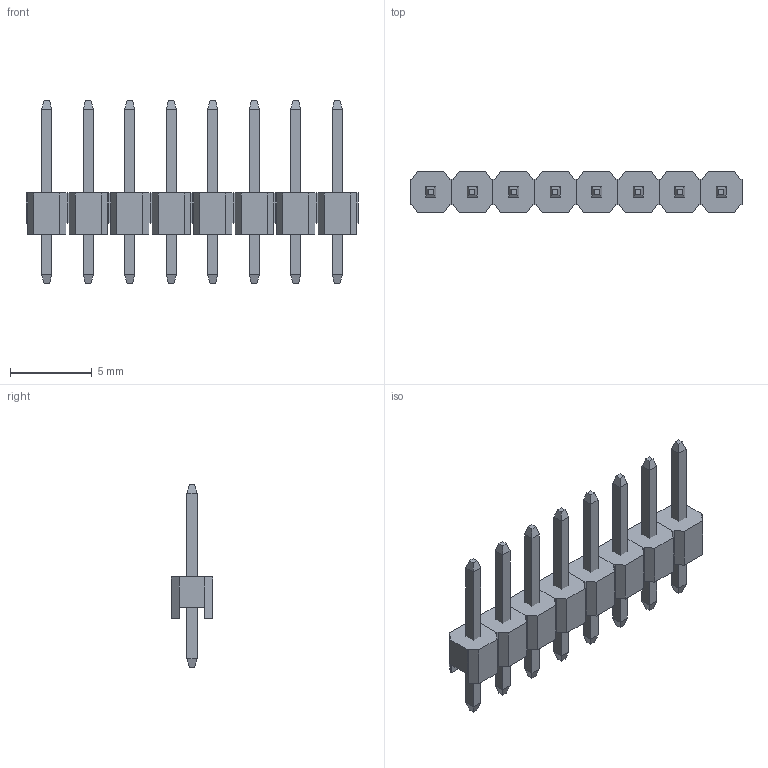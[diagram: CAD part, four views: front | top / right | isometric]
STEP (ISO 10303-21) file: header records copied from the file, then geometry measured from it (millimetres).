
FILE_DESCRIPTION(('FreeCAD Model'),'2;1');
FILE_NAME('1x8-male-pin-header.step', '2016-06-21T16:53:58',(''),(''),'Open CASCADE STEP processor 6.8', 'FreeCAD','Unknown');
FILE_SCHEMA(('AUTOMOTIVE_DESIGN_CC2 { 1 2 10303 214 -1 1 5 4 }'));
Length unit declared in the file: inch
Products named in the file (3): ASSEMBLY; pin-support-array; pin-array
Assembly tree (2 placements, depth 2):
  ASSEMBLY
    pin-support-array
    pin-array
Bounding box: 20.32 x 2.54 x 11.2 mm (x, y, z)
Volume: 133.3 mm3; surface area: 513.7 mm2
Topology: 16 solids, 16 shells, 288 faces, 672 edges, 416 vertices
Faces by surface type: plane 224, bspline 64
Entity records: 16542 total; most frequent: CARTESIAN_POINT 3187, DIRECTION 2198, LINE 1744, VECTOR 1744, ORIENTED_EDGE 1344, PCURVE 1344, DEFINITIONAL_REPRESENTATION 1344, EDGE_CURVE 672
